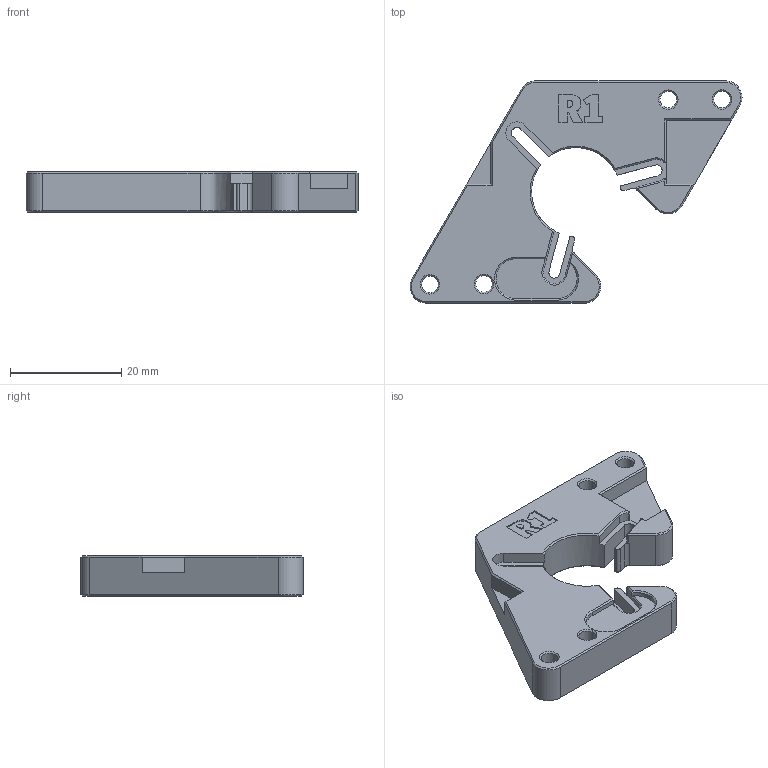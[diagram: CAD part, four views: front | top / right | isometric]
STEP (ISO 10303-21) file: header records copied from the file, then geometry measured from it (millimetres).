
FILE_DESCRIPTION(/* description */ (''),/* implementation_level */ '2;1');
FILE_NAME(/* name */ 'Generic 3 Screw Motor Mount - Rev 1 Board Holes v7.step',/* time_stamp */ '2024-05-26T07:23:27-07:00',/* author */ (''),/* organization */ (''),/* preprocessor_version */ 'ST-DEVELOPER v20',/* originating_system */ 'Autodesk Translation Framework v13.14.0.145',/* authorisation */ '');
FILE_SCHEMA (('AUTOMOTIVE_DESIGN { 1 0 10303 214 3 1 1 }'));
Length unit declared in the file: millimetre
Products named in the file (1): Generic 3 Screw Motor Mount - Rev 1 Board Holes
Bounding box: 59.7 x 40 x 7.2 mm (x, y, z)
Volume: 7749.9 mm3; surface area: 4356.2 mm2
Topology: 1 solids, 1 shells, 178 faces, 445 edges, 268 vertices
Faces by surface type: plane 99, cone 40, cylinder 30, bspline 9
Full cylindrical faces by diameter (mm): 3 x4
Entity records: 5297 total; most frequent: CARTESIAN_POINT 1072, ORIENTED_EDGE 882, DIRECTION 853, EDGE_CURVE 441, LINE 311, VECTOR 311, AXIS2_PLACEMENT_3D 271, VERTEX_POINT 268
